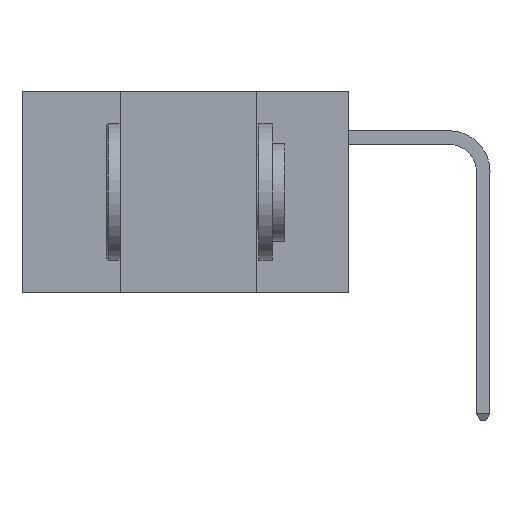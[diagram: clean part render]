
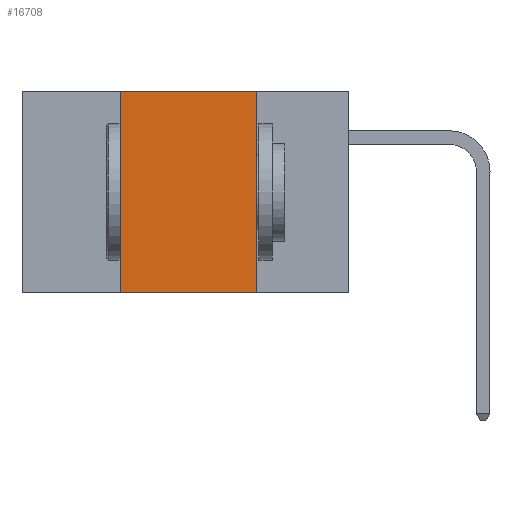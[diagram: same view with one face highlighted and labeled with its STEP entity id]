
A CAD part, left-side view. The second image highlights one B-rep face of the part: STEP entity #16708.
In plain terms, the highlighted planar face has unit normal (-1, 0, 0).
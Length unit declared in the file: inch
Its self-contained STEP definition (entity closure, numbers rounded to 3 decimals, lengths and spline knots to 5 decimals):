
#240 = EDGE_LOOP ( 'NONE', ( #12286, #12017, #14621, #12829 ) ) ;
#671 = CARTESIAN_POINT ( 'NONE',  ( 0., 0.6, 0. ) ) ;
#1855 = EDGE_CURVE ( 'NONE', #13533, #13666, #15177, .T. ) ;
#2370 = VECTOR ( 'NONE', #3911, 39.37008 ) ;
#2960 = VERTEX_POINT ( 'NONE', #6615 ) ;
#3102 = DIRECTION ( 'NONE',  ( 0., 0., -1. ) ) ;
#3719 = LINE ( 'NONE', #671, #16459 ) ;
#3911 = DIRECTION ( 'NONE',  ( 0., 0., 1. ) ) ;
#4119 = DIRECTION ( 'NONE',  ( 0., -1., 0. ) ) ;
#4212 = VECTOR ( 'NONE', #6566, 39.37008 ) ;
#4262 = FACE_OUTER_BOUND ( 'NONE', #240, .T. ) ;
#5622 = CARTESIAN_POINT ( 'NONE',  ( 0., 0.42, 0. ) ) ;
#6566 = DIRECTION ( 'NONE',  ( 0., 0., -1. ) ) ;
#6615 = CARTESIAN_POINT ( 'NONE',  ( 0., 0.17, 0. ) ) ;
#7481 = DIRECTION ( 'NONE',  ( 0., -1., 0. ) ) ;
#10487 = VECTOR ( 'NONE', #7481, 39.37008 ) ;
#11424 = CARTESIAN_POINT ( 'NONE',  ( 0., 0.6, 0. ) ) ;
#12017 = ORIENTED_EDGE ( 'NONE', *, *, #17094, .F. ) ;
#12286 = ORIENTED_EDGE ( 'NONE', *, *, #14232, .F. ) ;
#12757 = CARTESIAN_POINT ( 'NONE',  ( 0., 0.42, -0.37 ) ) ;
#12829 = ORIENTED_EDGE ( 'NONE', *, *, #12831, .T. ) ;
#12831 = EDGE_CURVE ( 'NONE', #13533, #21180, #19663, .T. ) ;
#13094 = LINE ( 'NONE', #19692, #4212 ) ;
#13106 = DIRECTION ( 'NONE',  ( 1., 0., 0. ) ) ;
#13533 = VERTEX_POINT ( 'NONE', #12757 ) ;
#13666 = VERTEX_POINT ( 'NONE', #19504 ) ;
#14232 = EDGE_CURVE ( 'NONE', #2960, #21180, #13094, .T. ) ;
#14621 = ORIENTED_EDGE ( 'NONE', *, *, #1855, .F. ) ;
#15177 = LINE ( 'NONE', #5622, #2370 ) ;
#15807 = CARTESIAN_POINT ( 'NONE',  ( 0., 0.6, -0.37 ) ) ;
#16459 = VECTOR ( 'NONE', #4119, 39.37008 ) ;
#16708 = ADVANCED_FACE ( 'NONE', ( #4262 ), #21073, .F. ) ;
#17094 = EDGE_CURVE ( 'NONE', #13666, #2960, #3719, .T. ) ;
#17376 = CARTESIAN_POINT ( 'NONE',  ( 0., 0.17, -0.37 ) ) ;
#19489 = AXIS2_PLACEMENT_3D ( 'NONE', #11424, #13106, #3102 ) ;
#19504 = CARTESIAN_POINT ( 'NONE',  ( 0., 0.42, 0. ) ) ;
#19663 = LINE ( 'NONE', #15807, #10487 ) ;
#19692 = CARTESIAN_POINT ( 'NONE',  ( 0., 0.17, 0. ) ) ;
#21073 = PLANE ( 'NONE',  #19489 ) ;
#21180 = VERTEX_POINT ( 'NONE', #17376 ) ;
